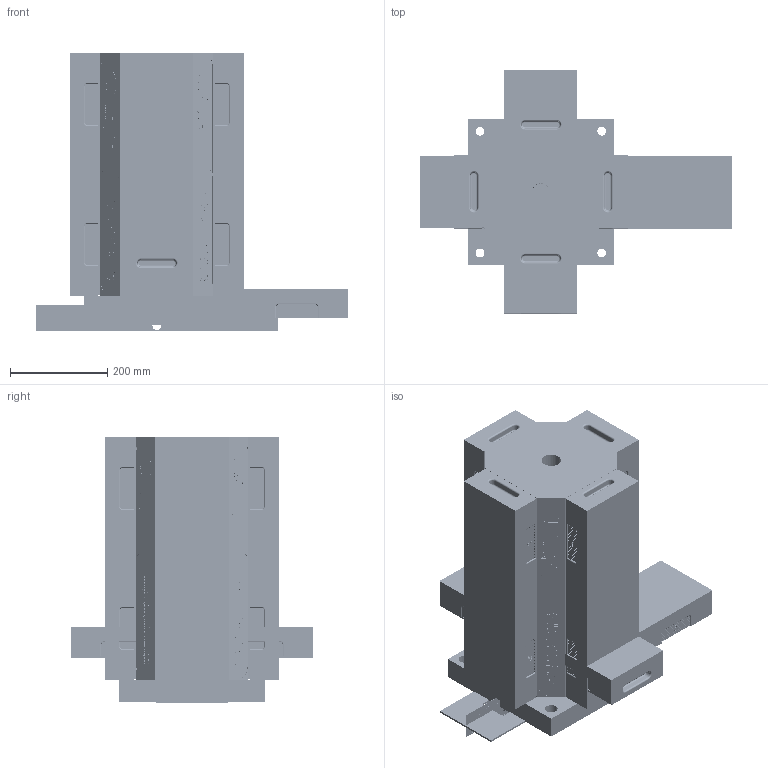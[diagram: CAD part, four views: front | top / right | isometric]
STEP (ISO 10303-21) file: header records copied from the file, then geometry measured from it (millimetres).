
FILE_DESCRIPTION( ( 'Unknown' ), '1' );
FILE_NAME( 'ALV-1550-C-0H.stp', 'Unknown', ( 'S.C.H' ), ( 'Unknown' ), 'XStep 1.0', 'Unknown', ' ' );
FILE_SCHEMA( ( 'CONFIG_CONTROL_DESIGN' ) );
Length unit declared in the file: millimetre
Products named in the file (20): Assem1; Assem2; Assem3; 1; 2; 3; 4; 5; 6; 7; 8; 9; 10; 11; 12; 13; 14; 15; 16; 17
Bounding box: 642.25 x 499 x 572.47 mm (x, y, z)
Volume: 89369691.1 mm3; surface area: 4510096.7 mm2
Topology: 102 solids, 102 shells, 11785 faces, 30460 edges, 20238 vertices
Faces by surface type: plane 7467, cylinder 2583, extrusion 1615, torus 112, cone 8
Full cylindrical faces by diameter (mm): 4.83 x5, 5.053 x5, 16 x8, 18 x16, 26 x16, 35 x2, 40 x4
Entity records: 53077 total; most frequent: CARTESIAN_POINT 14231, ORIENTED_EDGE 8132, DIRECTION 6880, EDGE_CURVE 4066, VECTOR 3178, LINE 2855, VERTEX_POINT 2722, AXIS2_PLACEMENT_3D 1851
